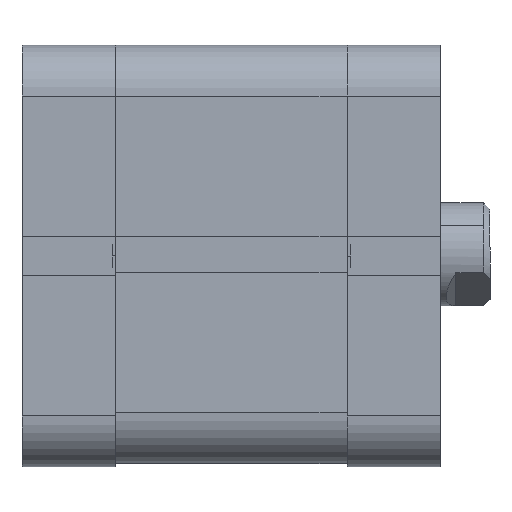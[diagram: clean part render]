
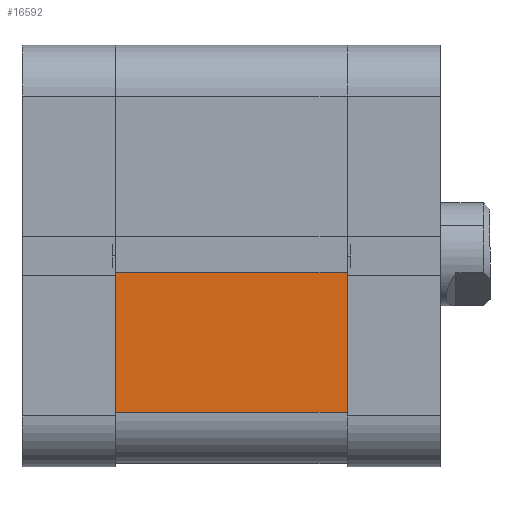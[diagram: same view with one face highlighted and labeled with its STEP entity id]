
A CAD part, front view. The second image highlights one B-rep face of the part: STEP entity #16592.
In plain terms, the highlighted planar face has unit normal (0, -1, 0).
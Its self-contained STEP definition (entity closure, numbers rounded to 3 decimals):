
#2016 = DIRECTION ( 'NONE',  ( 0., 1., 0. ) ) ;
#3221 = LINE ( 'NONE', #12952, #20077 ) ;
#4641 = EDGE_LOOP ( 'NONE', ( #20261, #8694, #6329, #26313 ) ) ;
#6128 = VERTEX_POINT ( 'NONE', #32329 ) ;
#6329 = ORIENTED_EDGE ( 'NONE', *, *, #21966, .T. ) ;
#7748 = LINE ( 'NONE', #10430, #17318 ) ;
#7848 = DIRECTION ( 'NONE',  ( 0., 0., 1. ) ) ;
#8694 = ORIENTED_EDGE ( 'NONE', *, *, #18804, .T. ) ;
#9215 = PLANE ( 'NONE',  #27542 ) ;
#9511 = VECTOR ( 'NONE', #23273, 1000. ) ;
#10430 = CARTESIAN_POINT ( 'NONE',  ( 0., -32.5, -32.5 ) ) ;
#12419 = DIRECTION ( 'NONE',  ( -1., 0., 0. ) ) ;
#12952 = CARTESIAN_POINT ( 'NONE',  ( 36., -32.5, -24.5 ) ) ;
#14072 = CARTESIAN_POINT ( 'NONE',  ( 36., -32.5, -2.8 ) ) ;
#16592 = ADVANCED_FACE ( 'NONE', ( #22772 ), #9215, .F. ) ;
#17318 = VECTOR ( 'NONE', #20814, 1000. ) ;
#18050 = VERTEX_POINT ( 'NONE', #14072 ) ;
#18804 = EDGE_CURVE ( 'NONE', #28456, #6128, #7748, .T. ) ;
#19080 = EDGE_CURVE ( 'NONE', #18050, #28456, #30180, .T. ) ;
#20077 = VECTOR ( 'NONE', #20826, 1000. ) ;
#20261 = ORIENTED_EDGE ( 'NONE', *, *, #19080, .T. ) ;
#20814 = DIRECTION ( 'NONE',  ( 0., 0., -1. ) ) ;
#20826 = DIRECTION ( 'NONE',  ( 1., 0., 0. ) ) ;
#21966 = EDGE_CURVE ( 'NONE', #6128, #27712, #3221, .T. ) ;
#22772 = FACE_OUTER_BOUND ( 'NONE', #4641, .T. ) ;
#23273 = DIRECTION ( 'NONE',  ( 0., 0., -1. ) ) ;
#23772 = LINE ( 'NONE', #28795, #9511 ) ;
#24965 = CARTESIAN_POINT ( 'NONE',  ( 36., -32.5, -32.5 ) ) ;
#26313 = ORIENTED_EDGE ( 'NONE', *, *, #32404, .F. ) ;
#27433 = VECTOR ( 'NONE', #12419, 1000. ) ;
#27542 = AXIS2_PLACEMENT_3D ( 'NONE', #24965, #2016, #7848 ) ;
#27712 = VERTEX_POINT ( 'NONE', #29577 ) ;
#28179 = CARTESIAN_POINT ( 'NONE',  ( 0., -32.5, -2.8 ) ) ;
#28456 = VERTEX_POINT ( 'NONE', #28179 ) ;
#28795 = CARTESIAN_POINT ( 'NONE',  ( 36., -32.5, -32.5 ) ) ;
#29577 = CARTESIAN_POINT ( 'NONE',  ( 36., -32.5, -24.5 ) ) ;
#30180 = LINE ( 'NONE', #33046, #27433 ) ;
#32329 = CARTESIAN_POINT ( 'NONE',  ( 0., -32.5, -24.5 ) ) ;
#32404 = EDGE_CURVE ( 'NONE', #18050, #27712, #23772, .T. ) ;
#33046 = CARTESIAN_POINT ( 'NONE',  ( 36.001, -32.5, -2.8 ) ) ;
